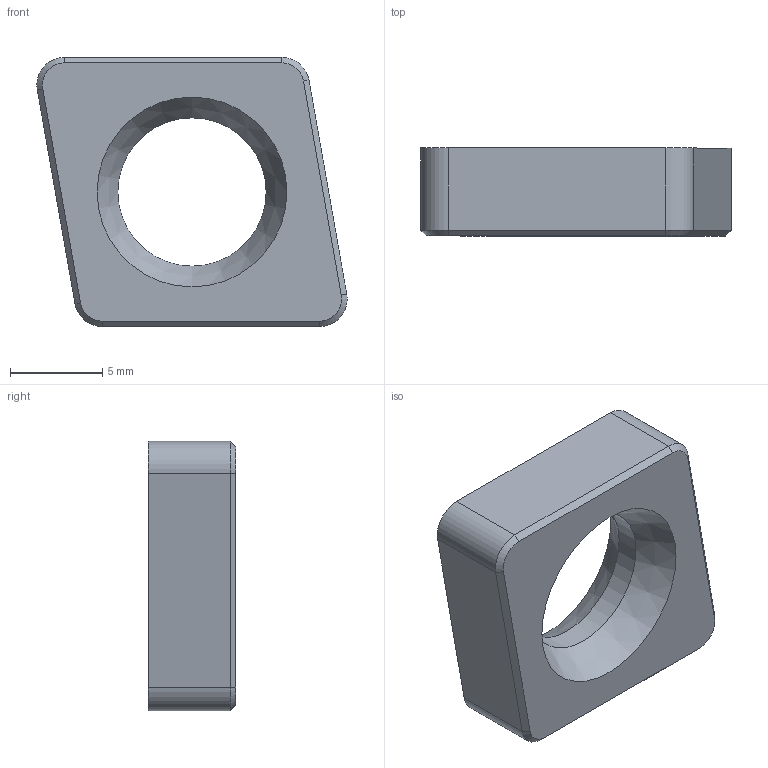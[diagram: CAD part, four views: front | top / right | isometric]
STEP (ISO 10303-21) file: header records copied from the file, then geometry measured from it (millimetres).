
FILE_DESCRIPTION (( 'STEP AP214' ), '1' );
FILE_NAME ('WCE.ER2.101.004.STEP', '2020-09-23T07:19:52', ( '' ), ( '' ), 'SwSTEP 2.0', 'SolidWorks 2017', '' );
FILE_SCHEMA (( 'AUTOMOTIVE_DESIGN' ));
Length unit declared in the file: millimetre
Products named in the file (1): WCE.ER2.101.004
Bounding box: 16.85 x 4.76 x 14.62 mm (x, y, z)
Volume: 730.2 mm3; surface area: 677.3 mm2
Topology: 1 solids, 1 shells, 21 faces, 47 edges, 28 vertices
Faces by surface type: plane 10, cone 6, cylinder 5
Full cylindrical faces by diameter (mm): 8.05 x1
Entity records: 622 total; most frequent: DIRECTION 104, CARTESIAN_POINT 94, ORIENTED_EDGE 88, EDGE_CURVE 44, AXIS2_PLACEMENT_3D 38, VERTEX_POINT 28, VECTOR 28, LINE 28
